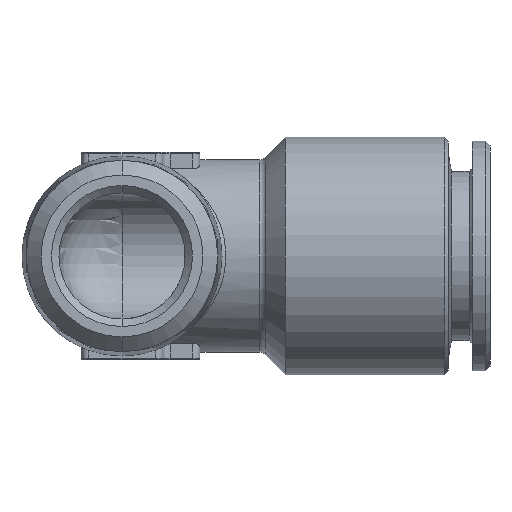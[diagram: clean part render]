
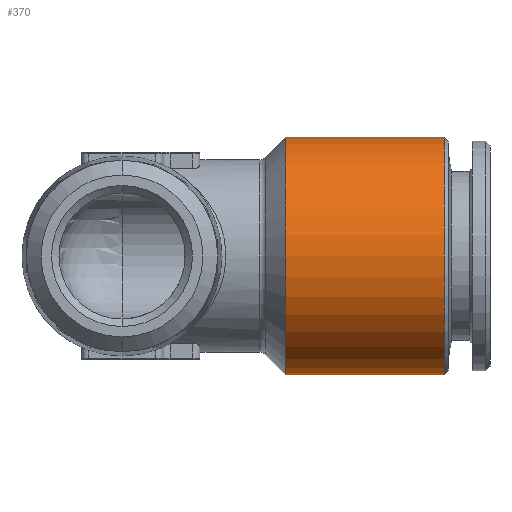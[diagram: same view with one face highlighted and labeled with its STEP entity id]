
A CAD part, front view. The second image highlights one B-rep face of the part: STEP entity #370.
In plain terms, the highlighted cylindrical face has radius 8 mm (diameter 16 mm), a partial arc.
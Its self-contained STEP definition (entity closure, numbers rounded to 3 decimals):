
#32 = VERTEX_POINT ( 'NONE', #616 ) ;
#73 = VERTEX_POINT ( 'NONE', #706 ) ;
#82 = VERTEX_POINT ( 'NONE', #720 ) ;
#85 = VERTEX_POINT ( 'NONE', #729 ) ;
#109 = EDGE_CURVE ( 'NONE', #73, #85, #1487, .T. ) ;
#147 = EDGE_CURVE ( 'NONE', #82, #32, #1299, .T. ) ;
#332 = EDGE_LOOP ( 'NONE', ( #337, #360, #333, #339 ) ) ;
#333 = ORIENTED_EDGE ( 'NONE', *, *, #147, .T. ) ;
#337 = ORIENTED_EDGE ( 'NONE', *, *, #109, .F. ) ;
#339 = ORIENTED_EDGE ( 'NONE', *, *, #860, .T. ) ;
#360 = ORIENTED_EDGE ( 'NONE', *, *, #362, .T. ) ;
#362 = EDGE_CURVE ( 'NONE', #73, #82, #1708, .T. ) ;
#370 = ADVANCED_FACE ( 'NONE', ( #2246 ), #2258, .T. ) ;
#616 = CARTESIAN_POINT ( 'NONE',  ( 11., 0., 8. ) ) ;
#706 = CARTESIAN_POINT ( 'NONE',  ( 21.7, 0., -8. ) ) ;
#720 = CARTESIAN_POINT ( 'NONE',  ( 21.7, 0., 8. ) ) ;
#729 = CARTESIAN_POINT ( 'NONE',  ( 11., 0., -8. ) ) ;
#860 = EDGE_CURVE ( 'NONE', #32, #85, #2508, .T. ) ;
#1294 = DIRECTION ( 'NONE',  ( -1., 0., 0. ) ) ;
#1296 = CARTESIAN_POINT ( 'NONE',  ( 0., 0., 8. ) ) ;
#1299 = LINE ( 'NONE', #1296, #1300 ) ;
#1300 = VECTOR ( 'NONE', #1294, 1000. ) ;
#1467 = DIRECTION ( 'NONE',  ( -1., 0., 0. ) ) ;
#1483 = CARTESIAN_POINT ( 'NONE',  ( 0., 0., -8. ) ) ;
#1485 = VECTOR ( 'NONE', #1467, 1000. ) ;
#1487 = LINE ( 'NONE', #1483, #1485 ) ;
#1707 = DIRECTION ( 'NONE',  ( -1., 0., 0. ) ) ;
#1708 = CIRCLE ( 'NONE', #1715, 8. ) ;
#1709 = CARTESIAN_POINT ( 'NONE',  ( 21.7, 0., 0. ) ) ;
#1714 = DIRECTION ( 'NONE',  ( 0., 0., 1. ) ) ;
#1715 = AXIS2_PLACEMENT_3D ( 'NONE', #1709, #1707, #1714 ) ;
#2191 = DIRECTION ( 'NONE',  ( 0., 0., 1. ) ) ;
#2192 = AXIS2_PLACEMENT_3D ( 'NONE', #2280, #2279, #2191 ) ;
#2246 = FACE_OUTER_BOUND ( 'NONE', #332, .T. ) ;
#2258 = CYLINDRICAL_SURFACE ( 'NONE', #2192, 8. ) ;
#2279 = DIRECTION ( 'NONE',  ( -1., 0., 0. ) ) ;
#2280 = CARTESIAN_POINT ( 'NONE',  ( 0., 0., 0. ) ) ;
#2502 = DIRECTION ( 'NONE',  ( 0., 0., -1. ) ) ;
#2503 = DIRECTION ( 'NONE',  ( 1., 0., 0. ) ) ;
#2504 = CARTESIAN_POINT ( 'NONE',  ( 11., 0., 0. ) ) ;
#2507 = AXIS2_PLACEMENT_3D ( 'NONE', #2504, #2503, #2502 ) ;
#2508 = CIRCLE ( 'NONE', #2507, 8. ) ;
